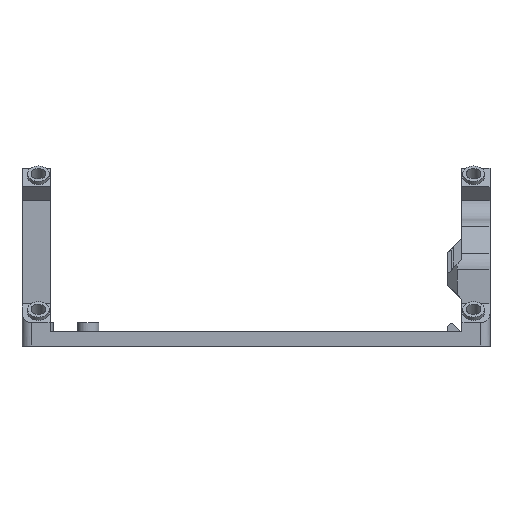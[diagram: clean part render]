
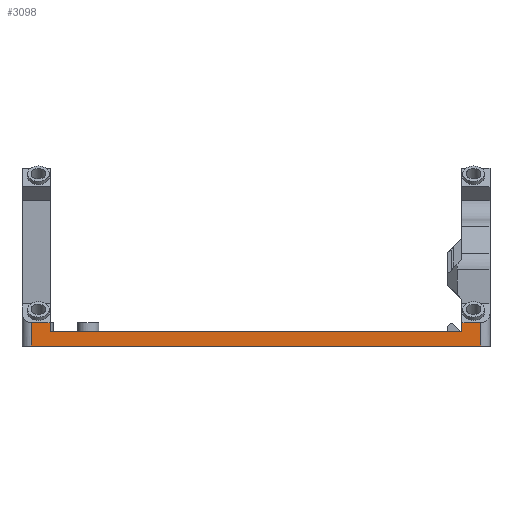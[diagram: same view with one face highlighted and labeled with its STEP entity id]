
A CAD part, front view. The second image highlights one B-rep face of the part: STEP entity #3098.
In plain terms, the highlighted planar face has unit normal (0, -1, 0).
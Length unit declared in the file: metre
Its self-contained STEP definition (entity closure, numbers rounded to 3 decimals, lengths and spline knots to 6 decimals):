
#92=PLANE('',#3378);
#202=FACE_OUTER_BOUND('',#402,.T.);
#402=EDGE_LOOP('',(#2398,#2399,#2400,#2401,#2402,#2403,#2404,#2405));
#584=LINE('',#4558,#900);
#615=LINE('',#4703,#931);
#703=LINE('',#4981,#1019);
#704=LINE('',#4985,#1020);
#705=LINE('',#4987,#1021);
#706=LINE('',#4988,#1022);
#707=LINE('',#4990,#1023);
#708=LINE('',#4991,#1024);
#900=VECTOR('',#3601,1.);
#931=VECTOR('',#3718,1.);
#1019=VECTOR('',#3958,1.);
#1020=VECTOR('',#3963,1.);
#1021=VECTOR('',#3964,1.);
#1022=VECTOR('',#3965,1.);
#1023=VECTOR('',#3966,1.);
#1024=VECTOR('',#3967,1.);
#1330=VERTEX_POINT('',#4513);
#1352=VERTEX_POINT('',#4556);
#1422=VERTEX_POINT('',#4700);
#1423=VERTEX_POINT('',#4702);
#1537=VERTEX_POINT('',#4980);
#1538=VERTEX_POINT('',#4984);
#1539=VERTEX_POINT('',#4986);
#1540=VERTEX_POINT('',#4989);
#1657=EDGE_CURVE('',#1352,#1330,#584,.T.);
#1729=EDGE_CURVE('',#1423,#1422,#615,.T.);
#1870=EDGE_CURVE('',#1537,#1423,#703,.T.);
#1872=EDGE_CURVE('',#1538,#1422,#704,.T.);
#1873=EDGE_CURVE('',#1538,#1539,#705,.T.);
#1874=EDGE_CURVE('',#1539,#1330,#706,.T.);
#1875=EDGE_CURVE('',#1540,#1352,#707,.T.);
#1876=EDGE_CURVE('',#1540,#1537,#708,.T.);
#2398=ORIENTED_EDGE('',*,*,#1729,.T.);
#2399=ORIENTED_EDGE('',*,*,#1872,.F.);
#2400=ORIENTED_EDGE('',*,*,#1873,.T.);
#2401=ORIENTED_EDGE('',*,*,#1874,.T.);
#2402=ORIENTED_EDGE('',*,*,#1657,.F.);
#2403=ORIENTED_EDGE('',*,*,#1875,.F.);
#2404=ORIENTED_EDGE('',*,*,#1876,.T.);
#2405=ORIENTED_EDGE('',*,*,#1870,.T.);
#3098=ADVANCED_FACE('',(#202),#92,.F.);
#3378=AXIS2_PLACEMENT_3D('',#4983,#3961,#3962);
#3601=DIRECTION('',(1.,0.,0.));
#3718=DIRECTION('',(1.,0.,0.));
#3958=DIRECTION('',(0.,0.,-1.));
#3961=DIRECTION('center_axis',(0.,1.,0.));
#3962=DIRECTION('ref_axis',(0.,0.,1.));
#3963=DIRECTION('',(0.,0.,-1.));
#3964=DIRECTION('',(-1.,0.,0.));
#3965=DIRECTION('',(0.,0.,-1.));
#3966=DIRECTION('',(0.,0.,-1.));
#3967=DIRECTION('',(-1.,0.,0.));
#4513=CARTESIAN_POINT('',(0.044,-0.0985,0.003));
#4556=CARTESIAN_POINT('',(-0.044,-0.0985,0.003));
#4558=CARTESIAN_POINT('',(0.,-0.0985,0.003));
#4700=CARTESIAN_POINT('',(0.048,-0.0985,0.));
#4702=CARTESIAN_POINT('',(-0.048,-0.0985,0.));
#4703=CARTESIAN_POINT('',(0.,-0.0985,0.));
#4980=CARTESIAN_POINT('',(-0.048,-0.0985,0.005001));
#4981=CARTESIAN_POINT('',(-0.048,-0.0985,0.003));
#4983=CARTESIAN_POINT('Origin',(0.,-0.0985,0.003));
#4984=CARTESIAN_POINT('',(0.048,-0.0985,0.005001));
#4985=CARTESIAN_POINT('',(0.048,-0.0985,0.003));
#4986=CARTESIAN_POINT('',(0.044,-0.0985,0.005001));
#4987=CARTESIAN_POINT('',(0.,-0.0985,0.005001));
#4988=CARTESIAN_POINT('',(0.044,-0.0985,0.015003));
#4989=CARTESIAN_POINT('',(-0.044,-0.0985,0.005001));
#4990=CARTESIAN_POINT('',(-0.044,-0.0985,0.015003));
#4991=CARTESIAN_POINT('',(0.,-0.0985,0.005001));
